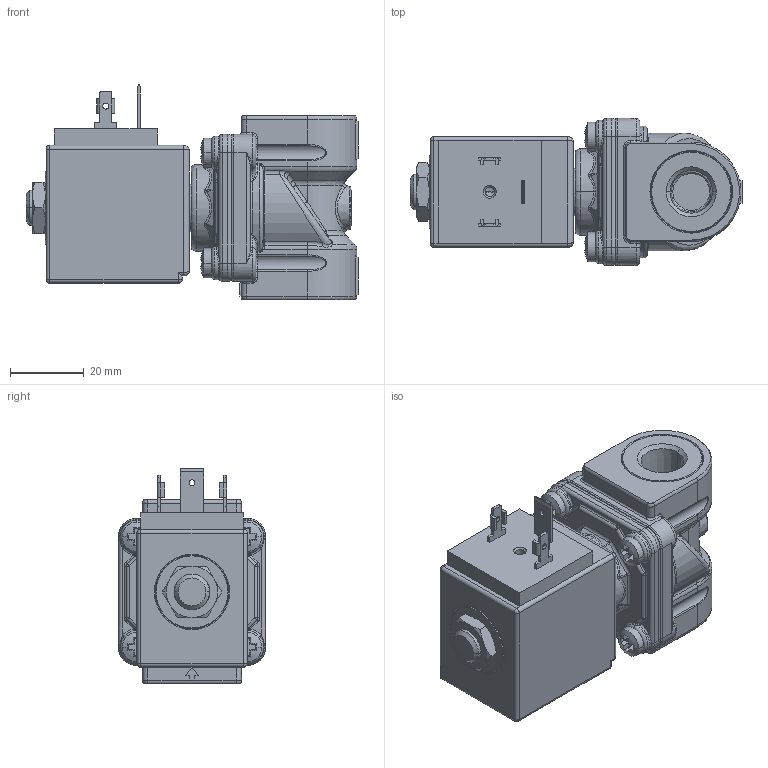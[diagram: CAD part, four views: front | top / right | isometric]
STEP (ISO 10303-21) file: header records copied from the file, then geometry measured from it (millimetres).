
FILE_DESCRIPTION((''),'2;1');
FILE_NAME('21EN2K0B105_BDA_INGOMBRO_ASM','2009-07-08T',('romeri'),('O.D.E.'),'PRO/ENGINEER BY PARAMETRIC TECHNOLOGY CORPORATION, 2005450','PRO/ENGINEER BY PARAMETRIC TECHNOLOGY CORPORATION, 2005450','');
FILE_SCHEMA(('CONFIG_CONTROL_DESIGN'));
Length unit declared in the file: millimetre
Products named in the file (7): 450EN2_INGOMBRO; 450671_INGOMBRO; 990445; BOBINA_8_W_INGOMBRO; 450145; 450146; 21EN2K0B105_BDA_INGOMBRO_ASM
Assembly tree (9 placements, depth 2):
  21EN2K0B105_BDA_INGOMBRO_ASM
    450EN2_INGOMBRO
    450671_INGOMBRO
    990445  x4
    BOBINA_8_W_INGOMBRO
    450145
    450146
Bounding box: 90.3 x 40 x 58.65 mm (x, y, z)
Volume: 85278.4 mm3; surface area: 33065.4 mm2
Topology: 9 solids, 15 shells, 889 faces, 2051 edges, 1221 vertices
Faces by surface type: plane 307, cylinder 246, torus 118, bspline 107, cone 73, sphere 38
Entity records: 33821 total; most frequent: CARTESIAN_POINT 9201, DIRECTION 3775, ORIENTED_EDGE 3738, EDGE_CURVE 1869, PRESENTATION_STYLE_ASSIGNMENT 1649, STYLED_ITEM 1583, AXIS2_PLACEMENT_3D 1487, CURVE_STYLE 1343
